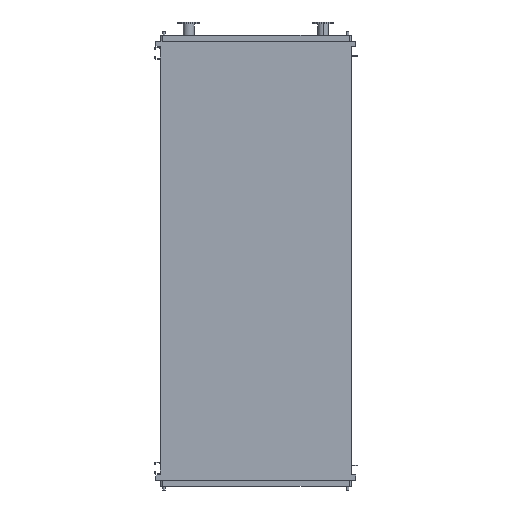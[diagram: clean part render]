
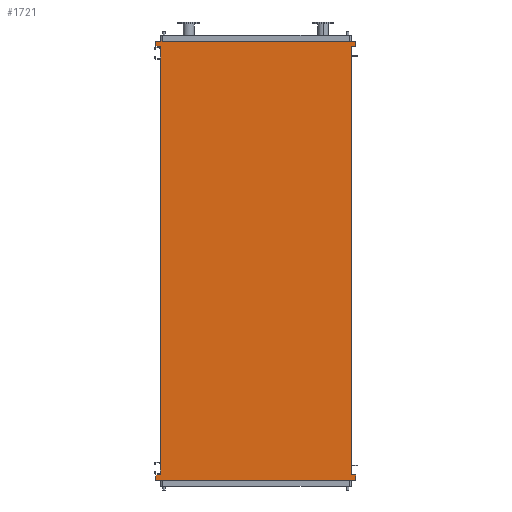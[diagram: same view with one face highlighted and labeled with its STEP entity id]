
A CAD part, front view. The second image highlights one B-rep face of the part: STEP entity #1721.
In plain terms, the highlighted planar face has unit normal (0, -1, 0).
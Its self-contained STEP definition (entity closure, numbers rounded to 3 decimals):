
#33 = CARTESIAN_POINT ( 'NONE',  ( -1011., 0., -4293. ) ) ;
#105 = DIRECTION ( 'NONE',  ( 0., 0., -1. ) ) ;
#165 = EDGE_CURVE ( 'NONE', #11741, #409, #7641, .T. ) ;
#330 = VERTEX_POINT ( 'NONE', #12734 ) ;
#394 = DIRECTION ( 'NONE',  ( -1., 0., 0. ) ) ;
#409 = VERTEX_POINT ( 'NONE', #7424 ) ;
#839 = LINE ( 'NONE', #8723, #2727 ) ;
#962 = CARTESIAN_POINT ( 'NONE',  ( -1011., 0., 43. ) ) ;
#1104 = ORIENTED_EDGE ( 'NONE', *, *, #3454, .F. ) ;
#1182 = EDGE_LOOP ( 'NONE', ( #4289, #11397, #4419, #8449, #5526, #8596, #7106, #4567, #1720, #6518, #1565, #1104 ) ) ;
#1372 = LINE ( 'NONE', #9240, #7917 ) ;
#1512 = CARTESIAN_POINT ( 'NONE',  ( 1011., 0., 95. ) ) ;
#1565 = ORIENTED_EDGE ( 'NONE', *, *, #10029, .F. ) ;
#1720 = ORIENTED_EDGE ( 'NONE', *, *, #3627, .F. ) ;
#1721 = ADVANCED_FACE ( 'NONE', ( #9551 ), #11558, .T. ) ;
#1881 = DIRECTION ( 'NONE',  ( -1., 0., 0. ) ) ;
#1950 = VECTOR ( 'NONE', #6796, 1000. ) ;
#1984 = CARTESIAN_POINT ( 'NONE',  ( 1011., 0., -4293. ) ) ;
#2095 = VERTEX_POINT ( 'NONE', #962 ) ;
#2364 = VECTOR ( 'NONE', #10816, 1000. ) ;
#2625 = EDGE_CURVE ( 'NONE', #4381, #6248, #7310, .T. ) ;
#2727 = VECTOR ( 'NONE', #1881, 1000. ) ;
#2932 = VERTEX_POINT ( 'NONE', #11150 ) ;
#3061 = CARTESIAN_POINT ( 'NONE',  ( 965., 0., -4250. ) ) ;
#3114 = DIRECTION ( 'NONE',  ( 0., 0., 1. ) ) ;
#3243 = VECTOR ( 'NONE', #10188, 1000. ) ;
#3454 = EDGE_CURVE ( 'NONE', #9005, #9127, #12611, .T. ) ;
#3623 = VECTOR ( 'NONE', #3114, 1000. ) ;
#3627 = EDGE_CURVE ( 'NONE', #330, #10337, #8010, .T. ) ;
#3820 = VECTOR ( 'NONE', #7949, 1000. ) ;
#4064 = CARTESIAN_POINT ( 'NONE',  ( -965., 0., 43. ) ) ;
#4176 = LINE ( 'NONE', #1984, #5647 ) ;
#4289 = ORIENTED_EDGE ( 'NONE', *, *, #11546, .T. ) ;
#4381 = VERTEX_POINT ( 'NONE', #12355 ) ;
#4419 = ORIENTED_EDGE ( 'NONE', *, *, #5780, .F. ) ;
#4567 = ORIENTED_EDGE ( 'NONE', *, *, #9199, .F. ) ;
#4613 = AXIS2_PLACEMENT_3D ( 'NONE', #12526, #10590, #8464 ) ;
#4721 = LINE ( 'NONE', #7756, #1950 ) ;
#5026 = VECTOR ( 'NONE', #6833, 1000. ) ;
#5250 = VERTEX_POINT ( 'NONE', #11122 ) ;
#5302 = DIRECTION ( 'NONE',  ( 0., 0., 1. ) ) ;
#5526 = ORIENTED_EDGE ( 'NONE', *, *, #9891, .F. ) ;
#5647 = VECTOR ( 'NONE', #105, 1000. ) ;
#5780 = EDGE_CURVE ( 'NONE', #409, #5250, #6259, .T. ) ;
#6248 = VERTEX_POINT ( 'NONE', #4064 ) ;
#6259 = LINE ( 'NONE', #11994, #3243 ) ;
#6518 = ORIENTED_EDGE ( 'NONE', *, *, #8487, .F. ) ;
#6796 = DIRECTION ( 'NONE',  ( -1., 0., 0. ) ) ;
#6833 = DIRECTION ( 'NONE',  ( 1., 0., 0. ) ) ;
#7077 = VERTEX_POINT ( 'NONE', #7091 ) ;
#7091 = CARTESIAN_POINT ( 'NONE',  ( 965., 0., 43. ) ) ;
#7106 = ORIENTED_EDGE ( 'NONE', *, *, #2625, .F. ) ;
#7310 = LINE ( 'NONE', #9169, #8528 ) ;
#7353 = CARTESIAN_POINT ( 'NONE',  ( 965., 0., -4293. ) ) ;
#7424 = CARTESIAN_POINT ( 'NONE',  ( 1011., 0., 95. ) ) ;
#7641 = LINE ( 'NONE', #1512, #11406 ) ;
#7662 = CARTESIAN_POINT ( 'NONE',  ( -1011., 0., 95. ) ) ;
#7756 = CARTESIAN_POINT ( 'NONE',  ( 965., 0., 43. ) ) ;
#7917 = VECTOR ( 'NONE', #394, 1000. ) ;
#7949 = DIRECTION ( 'NONE',  ( 0., 0., 1. ) ) ;
#7962 = LINE ( 'NONE', #3061, #3623 ) ;
#8010 = LINE ( 'NONE', #8975, #3820 ) ;
#8449 = ORIENTED_EDGE ( 'NONE', *, *, #165, .F. ) ;
#8464 = DIRECTION ( 'NONE',  ( 0., 0., -1. ) ) ;
#8487 = EDGE_CURVE ( 'NONE', #2932, #330, #839, .T. ) ;
#8500 = LINE ( 'NONE', #7662, #8945 ) ;
#8528 = VECTOR ( 'NONE', #5302, 1000. ) ;
#8596 = ORIENTED_EDGE ( 'NONE', *, *, #12572, .F. ) ;
#8723 = CARTESIAN_POINT ( 'NONE',  ( 1011., 0., -4345. ) ) ;
#8745 = CARTESIAN_POINT ( 'NONE',  ( -1011., 0., -4293. ) ) ;
#8945 = VECTOR ( 'NONE', #11734, 1000. ) ;
#8975 = CARTESIAN_POINT ( 'NONE',  ( -1011., 0., -4345. ) ) ;
#9005 = VERTEX_POINT ( 'NONE', #7353 ) ;
#9127 = VERTEX_POINT ( 'NONE', #9467 ) ;
#9169 = CARTESIAN_POINT ( 'NONE',  ( -965., 0., -4250. ) ) ;
#9185 = LINE ( 'NONE', #33, #5026 ) ;
#9199 = EDGE_CURVE ( 'NONE', #10337, #4381, #9185, .T. ) ;
#9240 = CARTESIAN_POINT ( 'NONE',  ( -1011., 0., 43. ) ) ;
#9467 = CARTESIAN_POINT ( 'NONE',  ( 1011., 0., -4293. ) ) ;
#9551 = FACE_OUTER_BOUND ( 'NONE', #1182, .T. ) ;
#9728 = CARTESIAN_POINT ( 'NONE',  ( -1011., 0., 95. ) ) ;
#9891 = EDGE_CURVE ( 'NONE', #2095, #11741, #8500, .T. ) ;
#10029 = EDGE_CURVE ( 'NONE', #9127, #2932, #4176, .T. ) ;
#10188 = DIRECTION ( 'NONE',  ( 0., 0., -1. ) ) ;
#10337 = VERTEX_POINT ( 'NONE', #8745 ) ;
#10590 = DIRECTION ( 'NONE',  ( 0., -1., 0. ) ) ;
#10816 = DIRECTION ( 'NONE',  ( 1., 0., 0. ) ) ;
#11122 = CARTESIAN_POINT ( 'NONE',  ( 1011., 0., 43. ) ) ;
#11150 = CARTESIAN_POINT ( 'NONE',  ( 1011., 0., -4345. ) ) ;
#11397 = ORIENTED_EDGE ( 'NONE', *, *, #12661, .F. ) ;
#11406 = VECTOR ( 'NONE', #11570, 1000. ) ;
#11546 = EDGE_CURVE ( 'NONE', #9005, #7077, #7962, .T. ) ;
#11558 = PLANE ( 'NONE',  #4613 ) ;
#11570 = DIRECTION ( 'NONE',  ( 1., 0., 0. ) ) ;
#11734 = DIRECTION ( 'NONE',  ( 0., 0., 1. ) ) ;
#11741 = VERTEX_POINT ( 'NONE', #9728 ) ;
#11994 = CARTESIAN_POINT ( 'NONE',  ( 1011., 0., 43. ) ) ;
#12355 = CARTESIAN_POINT ( 'NONE',  ( -965., 0., -4293. ) ) ;
#12526 = CARTESIAN_POINT ( 'NONE',  ( -965., 0., -4250. ) ) ;
#12572 = EDGE_CURVE ( 'NONE', #6248, #2095, #1372, .T. ) ;
#12611 = LINE ( 'NONE', #12683, #2364 ) ;
#12661 = EDGE_CURVE ( 'NONE', #5250, #7077, #4721, .T. ) ;
#12683 = CARTESIAN_POINT ( 'NONE',  ( 965., 0., -4293. ) ) ;
#12734 = CARTESIAN_POINT ( 'NONE',  ( -1011., 0., -4345. ) ) ;
